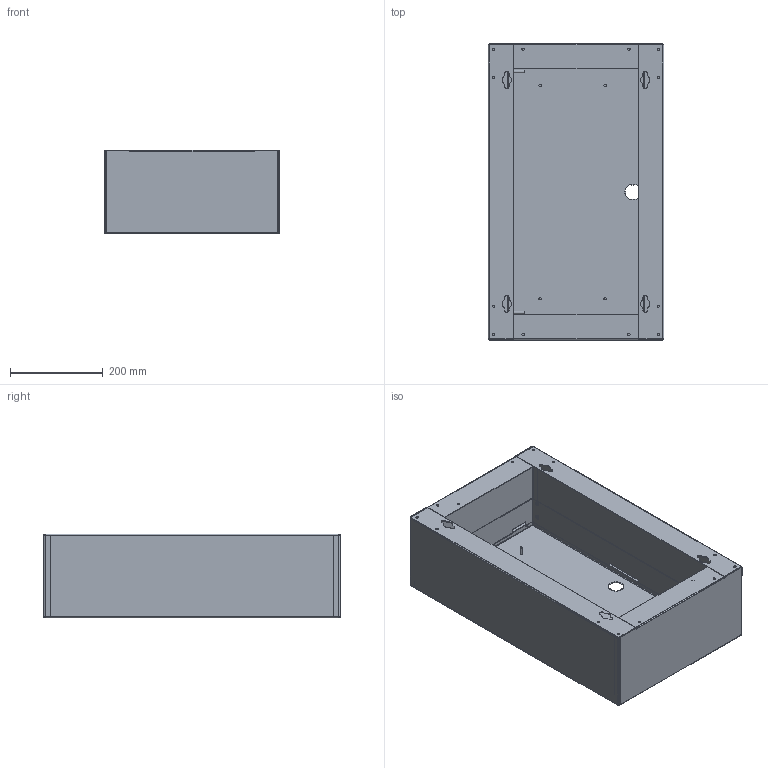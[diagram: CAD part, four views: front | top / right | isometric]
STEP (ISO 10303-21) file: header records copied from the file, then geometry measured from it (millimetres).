
FILE_DESCRIPTION (( 'STEP AP214' ), '1' );
FILE_NAME ('c_il006112-f_3d.STEP', '2019-09-20T05:32:20', ( '' ), ( '' ), 'SwSTEP 2.0', 'SolidWorks 2019', '' );
FILE_SCHEMA (( 'AUTOMOTIVE_DESIGN' ));
Length unit declared in the file: millimetre
Products named in the file (8): baglama gornja_LH; Metal part; IL006112-F door; c_il006112-f_3d; baglama donja_LH; IL900220-F Bottom; IL900220-F Top; IL006112-F enclosure
Assembly tree (8 placements, depth 3):
  c_il006112-f_3d
    IL006112-F door
    IL006112-F enclosure
    IL900220-F Bottom
      baglama donja_LH
      Metal part
    IL900220-F Top
      baglama gornja_LH
      Metal part
Bounding box: 378 x 638 x 180 mm (x, y, z)
Volume: 1341614.8 mm3; surface area: 1794553.8 mm2
Topology: 6 solids, 6 shells, 674 faces, 1668 edges, 1009 vertices
Faces by surface type: plane 410, cylinder 248, cone 8, sphere 5, bspline 2, torus 1
Entity records: 19863 total; most frequent: DIRECTION 3472, CARTESIAN_POINT 3418, ORIENTED_EDGE 3270, EDGE_CURVE 1635, AXIS2_PLACEMENT_3D 1167, VECTOR 1138, LINE 1138, VERTEX_POINT 995
